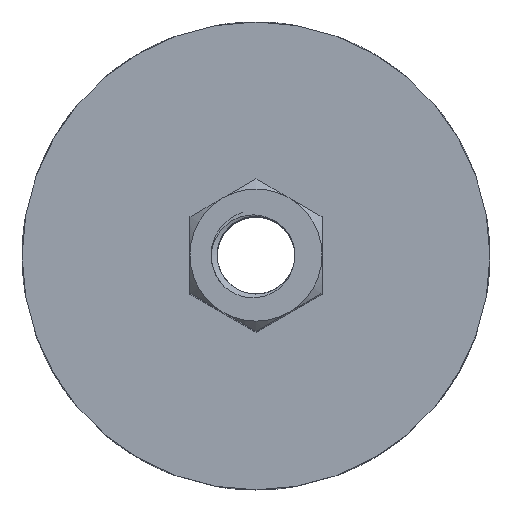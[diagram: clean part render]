
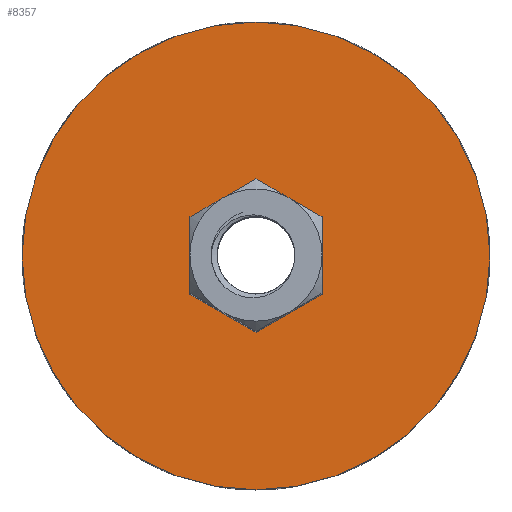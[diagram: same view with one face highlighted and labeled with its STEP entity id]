
A CAD part, top view. The second image highlights one B-rep face of the part: STEP entity #8357.
In plain terms, the highlighted planar face has unit normal (0, 0, 1).
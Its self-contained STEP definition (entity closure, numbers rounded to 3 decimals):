
#94 = DIRECTION ( 'NONE',  ( 0., 0., 1. ) ) ;
#436 = VERTEX_POINT ( 'NONE', #2823 ) ;
#461 = CARTESIAN_POINT ( 'NONE',  ( -6., 10.392, 16. ) ) ;
#581 = VECTOR ( 'NONE', #3864, 1000. ) ;
#639 = CARTESIAN_POINT ( 'NONE',  ( 12., -6.928, 16. ) ) ;
#664 = VERTEX_POINT ( 'NONE', #8529 ) ;
#710 = ORIENTED_EDGE ( 'NONE', *, *, #4572, .T. ) ;
#846 = EDGE_CURVE ( 'NONE', #9618, #436, #7177, .T. ) ;
#1047 = ORIENTED_EDGE ( 'NONE', *, *, #3683, .T. ) ;
#1071 = DIRECTION ( 'NONE',  ( 1., 0., 0. ) ) ;
#1121 = CIRCLE ( 'NONE', #4035, 42.5 ) ;
#1167 = VERTEX_POINT ( 'NONE', #3833 ) ;
#1211 = VERTEX_POINT ( 'NONE', #7538 ) ;
#1746 = EDGE_CURVE ( 'NONE', #664, #10141, #8028, .T. ) ;
#1949 = DIRECTION ( 'NONE',  ( 1., 0., 0. ) ) ;
#1982 = CARTESIAN_POINT ( 'NONE',  ( 6., -10.392, 16. ) ) ;
#2290 = DIRECTION ( 'NONE',  ( 1., 0., 0. ) ) ;
#2396 = CARTESIAN_POINT ( 'NONE',  ( 0., 0., 16. ) ) ;
#2487 = CARTESIAN_POINT ( 'NONE',  ( 42.5, 0., 16. ) ) ;
#2661 = VERTEX_POINT ( 'NONE', #2487 ) ;
#2689 = VECTOR ( 'NONE', #6632, 1000. ) ;
#2735 = EDGE_LOOP ( 'NONE', ( #4256, #710 ) ) ;
#2823 = CARTESIAN_POINT ( 'NONE',  ( 12., 6.928, 16. ) ) ;
#2998 = VERTEX_POINT ( 'NONE', #639 ) ;
#3415 = DIRECTION ( 'NONE',  ( -0.866, 0.5, 0. ) ) ;
#3417 = CARTESIAN_POINT ( 'NONE',  ( -12., 0., 16. ) ) ;
#3477 = CIRCLE ( 'NONE', #3679, 42.5 ) ;
#3504 = VECTOR ( 'NONE', #6289, 1000. ) ;
#3599 = EDGE_CURVE ( 'NONE', #1167, #664, #7173, .T. ) ;
#3679 = AXIS2_PLACEMENT_3D ( 'NONE', #6784, #6065, #2290 ) ;
#3683 = EDGE_CURVE ( 'NONE', #436, #2998, #3711, .T. ) ;
#3711 = LINE ( 'NONE', #10230, #2689 ) ;
#3833 = CARTESIAN_POINT ( 'NONE',  ( 0., -13.856, 16. ) ) ;
#3864 = DIRECTION ( 'NONE',  ( -0.866, -0.5, 0. ) ) ;
#4035 = AXIS2_PLACEMENT_3D ( 'NONE', #10082, #94, #1071 ) ;
#4256 = ORIENTED_EDGE ( 'NONE', *, *, #11169, .T. ) ;
#4327 = CARTESIAN_POINT ( 'NONE',  ( -6., -10.392, 16. ) ) ;
#4505 = FACE_OUTER_BOUND ( 'NONE', #2735, .T. ) ;
#4572 = EDGE_CURVE ( 'NONE', #2661, #1211, #1121, .T. ) ;
#5262 = CARTESIAN_POINT ( 'NONE',  ( 6., 10.392, 16. ) ) ;
#6065 = DIRECTION ( 'NONE',  ( 0., 0., 1. ) ) ;
#6274 = ORIENTED_EDGE ( 'NONE', *, *, #10881, .T. ) ;
#6289 = DIRECTION ( 'NONE',  ( 0.866, -0.5, 0. ) ) ;
#6571 = DIRECTION ( 'NONE',  ( 0., 0., 1. ) ) ;
#6632 = DIRECTION ( 'NONE',  ( 0., -1., 0. ) ) ;
#6667 = LINE ( 'NONE', #1982, #581 ) ;
#6784 = CARTESIAN_POINT ( 'NONE',  ( 0., 0., 16. ) ) ;
#7001 = PLANE ( 'NONE',  #10569 ) ;
#7021 = LINE ( 'NONE', #461, #10188 ) ;
#7117 = DIRECTION ( 'NONE',  ( 0., 1., 0. ) ) ;
#7173 = LINE ( 'NONE', #4327, #8103 ) ;
#7177 = LINE ( 'NONE', #5262, #3504 ) ;
#7538 = CARTESIAN_POINT ( 'NONE',  ( -42.5, 0., 16. ) ) ;
#8028 = LINE ( 'NONE', #3417, #9554 ) ;
#8042 = DIRECTION ( 'NONE',  ( 0.866, 0.5, 0. ) ) ;
#8103 = VECTOR ( 'NONE', #3415, 1000. ) ;
#8193 = ORIENTED_EDGE ( 'NONE', *, *, #3599, .T. ) ;
#8203 = FACE_BOUND ( 'NONE', #9069, .T. ) ;
#8357 = ADVANCED_FACE ( 'NONE', ( #4505, #8203 ), #7001, .T. ) ;
#8446 = CARTESIAN_POINT ( 'NONE',  ( 0., 13.856, 16. ) ) ;
#8529 = CARTESIAN_POINT ( 'NONE',  ( -12., -6.928, 16. ) ) ;
#8739 = EDGE_CURVE ( 'NONE', #10141, #9618, #7021, .T. ) ;
#8900 = ORIENTED_EDGE ( 'NONE', *, *, #846, .T. ) ;
#9069 = EDGE_LOOP ( 'NONE', ( #9795, #11299, #8900, #1047, #6274, #8193 ) ) ;
#9554 = VECTOR ( 'NONE', #7117, 1000. ) ;
#9618 = VERTEX_POINT ( 'NONE', #8446 ) ;
#9795 = ORIENTED_EDGE ( 'NONE', *, *, #1746, .T. ) ;
#10082 = CARTESIAN_POINT ( 'NONE',  ( 0., 0., 16. ) ) ;
#10098 = CARTESIAN_POINT ( 'NONE',  ( -12., 6.928, 16. ) ) ;
#10141 = VERTEX_POINT ( 'NONE', #10098 ) ;
#10188 = VECTOR ( 'NONE', #8042, 1000. ) ;
#10230 = CARTESIAN_POINT ( 'NONE',  ( 12., 0., 16. ) ) ;
#10569 = AXIS2_PLACEMENT_3D ( 'NONE', #2396, #6571, #1949 ) ;
#10881 = EDGE_CURVE ( 'NONE', #2998, #1167, #6667, .T. ) ;
#11169 = EDGE_CURVE ( 'NONE', #1211, #2661, #3477, .T. ) ;
#11299 = ORIENTED_EDGE ( 'NONE', *, *, #8739, .T. ) ;
